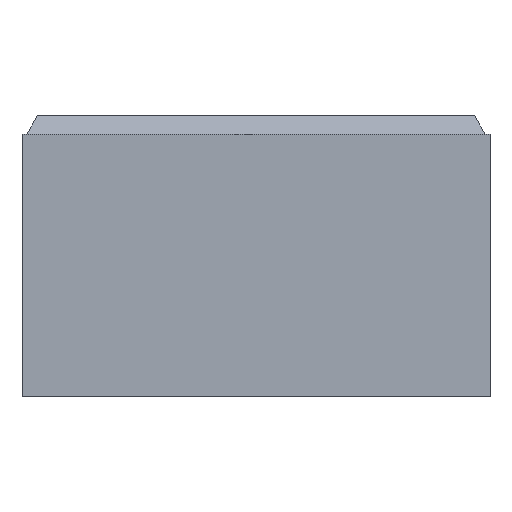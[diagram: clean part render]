
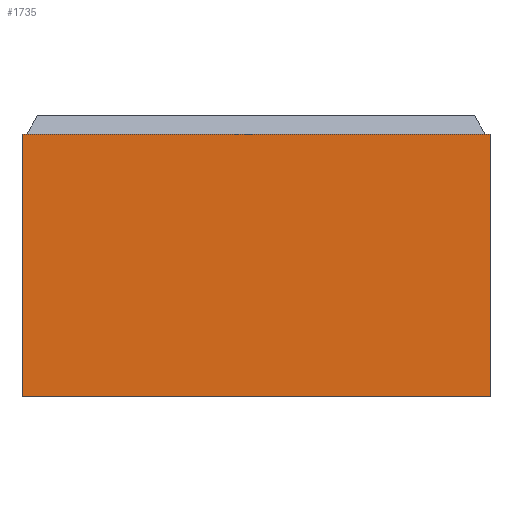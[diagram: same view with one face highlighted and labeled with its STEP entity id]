
A CAD part, left-side view. The second image highlights one B-rep face of the part: STEP entity #1735.
In plain terms, the highlighted planar face has unit normal (-1, 0, 0).
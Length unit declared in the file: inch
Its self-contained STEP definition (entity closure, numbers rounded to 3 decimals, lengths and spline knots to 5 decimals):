
#1630 = PLANE('',#1631);
#1631 = AXIS2_PLACEMENT_3D('',#1632,#1633,#1634);
#1632 = CARTESIAN_POINT('',(-0.01181,0.00984,
    0.));
#1633 = DIRECTION('',(-0.,0.,1.));
#1634 = DIRECTION('',(1.,-0.,0.));
#1655 = VERTEX_POINT('',#1656);
#1656 = CARTESIAN_POINT('',(-0.01969,-0.00984,0.)
  );
#1670 = PLANE('',#1671);
#1671 = AXIS2_PLACEMENT_3D('',#1672,#1673,#1674);
#1672 = CARTESIAN_POINT('',(-0.01181,-0.00984,0.)
  );
#1673 = DIRECTION('',(0.,1.,0.));
#1674 = DIRECTION('',(0.,0.,-1.));
#1682 = EDGE_CURVE('',#1683,#1655,#1685,.T.);
#1683 = VERTEX_POINT('',#1684);
#1684 = CARTESIAN_POINT('',(-0.01969,0.00984,
    0.));
#1685 = SURFACE_CURVE('',#1686,(#1690,#1697),.PCURVE_S1.);
#1686 = LINE('',#1687,#1688);
#1687 = CARTESIAN_POINT('',(-0.01969,0.00984,
    0.));
#1688 = VECTOR('',#1689,0.03937);
#1689 = DIRECTION('',(-0.,-1.,0.));
#1690 = PCURVE('',#1630,#1691);
#1691 = DEFINITIONAL_REPRESENTATION('',(#1692),#1696);
#1692 = LINE('',#1693,#1694);
#1693 = CARTESIAN_POINT('',(-0.008,0.));
#1694 = VECTOR('',#1695,1.);
#1695 = DIRECTION('',(-0.,-1.));
#1696 = ( GEOMETRIC_REPRESENTATION_CONTEXT(2) 
PARAMETRIC_REPRESENTATION_CONTEXT() REPRESENTATION_CONTEXT('2D SPACE',''
  ) );
#1697 = PCURVE('',#1698,#1703);
#1698 = PLANE('',#1699);
#1699 = AXIS2_PLACEMENT_3D('',#1700,#1701,#1702);
#1700 = CARTESIAN_POINT('',(-0.01969,0.00984,
    0.));
#1701 = DIRECTION('',(1.,-0.,0.));
#1702 = DIRECTION('',(-0.,0.,-1.));
#1703 = DEFINITIONAL_REPRESENTATION('',(#1704),#1708);
#1704 = LINE('',#1705,#1706);
#1705 = CARTESIAN_POINT('',(-0.,0.));
#1706 = VECTOR('',#1707,1.);
#1707 = DIRECTION('',(0.,-1.));
#1708 = ( GEOMETRIC_REPRESENTATION_CONTEXT(2) 
PARAMETRIC_REPRESENTATION_CONTEXT() REPRESENTATION_CONTEXT('2D SPACE',''
  ) );
#1724 = PLANE('',#1725);
#1725 = AXIS2_PLACEMENT_3D('',#1726,#1727,#1728);
#1726 = CARTESIAN_POINT('',(-0.01181,0.00984,
    0.));
#1727 = DIRECTION('',(0.,1.,0.));
#1728 = DIRECTION('',(0.,0.,-1.));
#1735 = ADVANCED_FACE('',(#1736),#1698,.F.);
#1736 = FACE_BOUND('',#1737,.T.);
#1737 = EDGE_LOOP('',(#1738,#1739,#1762,#1790));
#1738 = ORIENTED_EDGE('',*,*,#1682,.T.);
#1739 = ORIENTED_EDGE('',*,*,#1740,.T.);
#1740 = EDGE_CURVE('',#1655,#1741,#1743,.T.);
#1741 = VERTEX_POINT('',#1742);
#1742 = CARTESIAN_POINT('',(-0.01969,-0.00984,
    0.01102));
#1743 = SURFACE_CURVE('',#1744,(#1748,#1755),.PCURVE_S1.);
#1744 = LINE('',#1745,#1746);
#1745 = CARTESIAN_POINT('',(-0.01969,-0.00984,0.)
  );
#1746 = VECTOR('',#1747,0.03937);
#1747 = DIRECTION('',(0.,0.,1.));
#1748 = PCURVE('',#1698,#1749);
#1749 = DEFINITIONAL_REPRESENTATION('',(#1750),#1754);
#1750 = LINE('',#1751,#1752);
#1751 = CARTESIAN_POINT('',(0.,-0.02));
#1752 = VECTOR('',#1753,1.);
#1753 = DIRECTION('',(-1.,0.));
#1754 = ( GEOMETRIC_REPRESENTATION_CONTEXT(2) 
PARAMETRIC_REPRESENTATION_CONTEXT() REPRESENTATION_CONTEXT('2D SPACE',''
  ) );
#1755 = PCURVE('',#1670,#1756);
#1756 = DEFINITIONAL_REPRESENTATION('',(#1757),#1761);
#1757 = LINE('',#1758,#1759);
#1758 = CARTESIAN_POINT('',(0.,0.008));
#1759 = VECTOR('',#1760,1.);
#1760 = DIRECTION('',(-1.,0.));
#1761 = ( GEOMETRIC_REPRESENTATION_CONTEXT(2) 
PARAMETRIC_REPRESENTATION_CONTEXT() REPRESENTATION_CONTEXT('2D SPACE',''
  ) );
#1762 = ORIENTED_EDGE('',*,*,#1763,.F.);
#1763 = EDGE_CURVE('',#1764,#1741,#1766,.T.);
#1764 = VERTEX_POINT('',#1765);
#1765 = CARTESIAN_POINT('',(-0.01969,0.00984,
    0.01102));
#1766 = SURFACE_CURVE('',#1767,(#1771,#1778),.PCURVE_S1.);
#1767 = LINE('',#1768,#1769);
#1768 = CARTESIAN_POINT('',(-0.01969,0.00984,
    0.01102));
#1769 = VECTOR('',#1770,0.03937);
#1770 = DIRECTION('',(-0.,-1.,0.));
#1771 = PCURVE('',#1698,#1772);
#1772 = DEFINITIONAL_REPRESENTATION('',(#1773),#1777);
#1773 = LINE('',#1774,#1775);
#1774 = CARTESIAN_POINT('',(-0.011,0.));
#1775 = VECTOR('',#1776,1.);
#1776 = DIRECTION('',(0.,-1.));
#1777 = ( GEOMETRIC_REPRESENTATION_CONTEXT(2) 
PARAMETRIC_REPRESENTATION_CONTEXT() REPRESENTATION_CONTEXT('2D SPACE',''
  ) );
#1778 = PCURVE('',#1779,#1784);
#1779 = PLANE('',#1780);
#1780 = AXIS2_PLACEMENT_3D('',#1781,#1782,#1783);
#1781 = CARTESIAN_POINT('',(-0.01969,0.00984,
    0.01102));
#1782 = DIRECTION('',(-0.,0.,-1.));
#1783 = DIRECTION('',(-1.,0.,-0.));
#1784 = DEFINITIONAL_REPRESENTATION('',(#1785),#1789);
#1785 = LINE('',#1786,#1787);
#1786 = CARTESIAN_POINT('',(0.,-0.));
#1787 = VECTOR('',#1788,1.);
#1788 = DIRECTION('',(-0.,-1.));
#1789 = ( GEOMETRIC_REPRESENTATION_CONTEXT(2) 
PARAMETRIC_REPRESENTATION_CONTEXT() REPRESENTATION_CONTEXT('2D SPACE',''
  ) );
#1790 = ORIENTED_EDGE('',*,*,#1791,.F.);
#1791 = EDGE_CURVE('',#1683,#1764,#1792,.T.);
#1792 = SURFACE_CURVE('',#1793,(#1797,#1804),.PCURVE_S1.);
#1793 = LINE('',#1794,#1795);
#1794 = CARTESIAN_POINT('',(-0.01969,0.00984,
    0.));
#1795 = VECTOR('',#1796,0.03937);
#1796 = DIRECTION('',(0.,0.,1.));
#1797 = PCURVE('',#1698,#1798);
#1798 = DEFINITIONAL_REPRESENTATION('',(#1799),#1803);
#1799 = LINE('',#1800,#1801);
#1800 = CARTESIAN_POINT('',(0.,0.));
#1801 = VECTOR('',#1802,1.);
#1802 = DIRECTION('',(-1.,0.));
#1803 = ( GEOMETRIC_REPRESENTATION_CONTEXT(2) 
PARAMETRIC_REPRESENTATION_CONTEXT() REPRESENTATION_CONTEXT('2D SPACE',''
  ) );
#1804 = PCURVE('',#1724,#1805);
#1805 = DEFINITIONAL_REPRESENTATION('',(#1806),#1810);
#1806 = LINE('',#1807,#1808);
#1807 = CARTESIAN_POINT('',(0.,0.008));
#1808 = VECTOR('',#1809,1.);
#1809 = DIRECTION('',(-1.,0.));
#1810 = ( GEOMETRIC_REPRESENTATION_CONTEXT(2) 
PARAMETRIC_REPRESENTATION_CONTEXT() REPRESENTATION_CONTEXT('2D SPACE',''
  ) );
